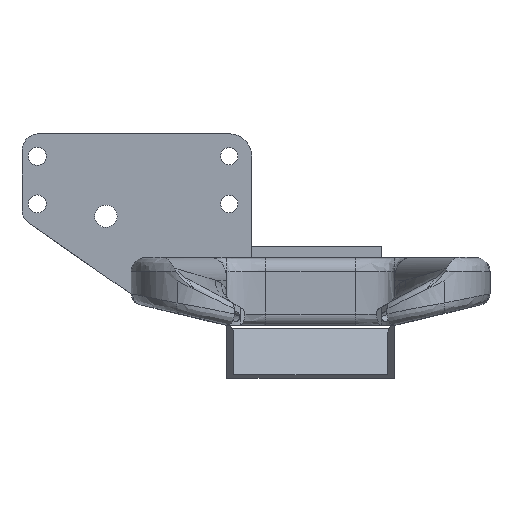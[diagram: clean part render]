
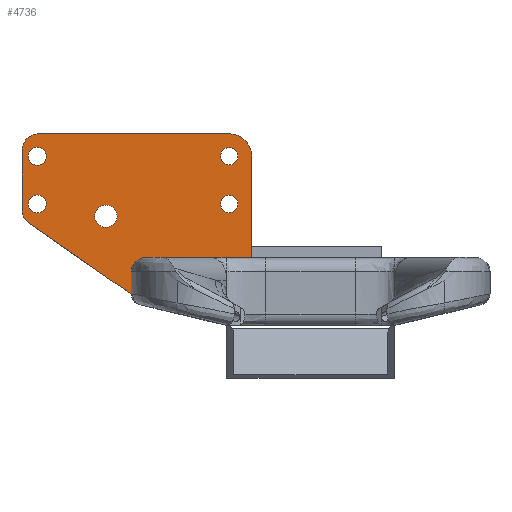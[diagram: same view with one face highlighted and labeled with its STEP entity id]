
A CAD part, top view. The second image highlights one B-rep face of the part: STEP entity #4736.
In plain terms, the highlighted planar face has unit normal (0, 0, 1).
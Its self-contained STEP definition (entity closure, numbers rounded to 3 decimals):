
#121=FACE_BOUND('',#863,.T.);
#122=FACE_BOUND('',#864,.T.);
#123=FACE_BOUND('',#865,.T.);
#124=FACE_BOUND('',#866,.T.);
#125=FACE_BOUND('',#867,.T.);
#140=B_SPLINE_CURVE_WITH_KNOTS('',3,(#6425,#6426,#6427,#6428,#6429),
 .UNSPECIFIED.,.F.,.F.,(4,1,4),(-1.,-0.571,-0.141),
 .UNSPECIFIED.);
#408=CIRCLE('',#5024,3.);
#410=CIRCLE('',#5027,4.);
#411=CIRCLE('',#5028,3.);
#412=CIRCLE('',#5029,1.55);
#413=CIRCLE('',#5030,1.55);
#414=CIRCLE('',#5031,2.);
#415=CIRCLE('',#5032,1.6);
#416=CIRCLE('',#5033,1.6);
#596=FACE_OUTER_BOUND('',#862,.T.);
#862=EDGE_LOOP('',(#3259,#3260,#3261,#3262,#3263,#3264,#3265,#3266,#3267,
#3268,#3269,#3270,#3271,#3272));
#863=EDGE_LOOP('',(#3273));
#864=EDGE_LOOP('',(#3274));
#865=EDGE_LOOP('',(#3275));
#866=EDGE_LOOP('',(#3276));
#867=EDGE_LOOP('',(#3277));
#1208=LINE('',#6402,#1579);
#1214=LINE('',#6419,#1585);
#1215=LINE('',#6421,#1586);
#1216=LINE('',#6423,#1587);
#1217=LINE('',#6431,#1588);
#1218=LINE('',#6433,#1589);
#1219=LINE('',#6435,#1590);
#1220=LINE('',#6437,#1591);
#1221=LINE('',#6439,#1592);
#1222=LINE('',#6443,#1593);
#1579=VECTOR('',#5436,10.);
#1585=VECTOR('',#5450,10.);
#1586=VECTOR('',#5451,10.);
#1587=VECTOR('',#5452,10.);
#1588=VECTOR('',#5453,10.);
#1589=VECTOR('',#5454,10.);
#1590=VECTOR('',#5455,10.);
#1591=VECTOR('',#5456,10.);
#1592=VECTOR('',#5457,10.);
#1593=VECTOR('',#5462,10.);
#1924=VERTEX_POINT('',#6399);
#1925=VERTEX_POINT('',#6401);
#1928=VERTEX_POINT('',#6409);
#1929=VERTEX_POINT('',#6410);
#1932=VERTEX_POINT('',#6418);
#1933=VERTEX_POINT('',#6420);
#1934=VERTEX_POINT('',#6422);
#1935=VERTEX_POINT('',#6424);
#1936=VERTEX_POINT('',#6430);
#1937=VERTEX_POINT('',#6432);
#1938=VERTEX_POINT('',#6434);
#1939=VERTEX_POINT('',#6436);
#1940=VERTEX_POINT('',#6438);
#1941=VERTEX_POINT('',#6441);
#1942=VERTEX_POINT('',#6444);
#1943=VERTEX_POINT('',#6446);
#1944=VERTEX_POINT('',#6448);
#1945=VERTEX_POINT('',#6450);
#1946=VERTEX_POINT('',#6452);
#2434=EDGE_CURVE('',#1924,#1925,#1208,.T.);
#2438=EDGE_CURVE('',#1928,#1929,#408,.T.);
#2442=EDGE_CURVE('',#1932,#1928,#1214,.T.);
#2443=EDGE_CURVE('',#1932,#1933,#1215,.T.);
#2444=EDGE_CURVE('',#1933,#1934,#1216,.T.);
#2445=EDGE_CURVE('',#1934,#1935,#140,.T.);
#2446=EDGE_CURVE('',#1936,#1935,#1217,.T.);
#2447=EDGE_CURVE('',#1936,#1937,#1218,.T.);
#2448=EDGE_CURVE('',#1937,#1938,#1219,.T.);
#2449=EDGE_CURVE('',#1938,#1939,#1220,.T.);
#2450=EDGE_CURVE('',#1939,#1940,#1221,.T.);
#2451=EDGE_CURVE('',#1940,#1925,#410,.T.);
#2452=EDGE_CURVE('',#1941,#1924,#411,.T.);
#2453=EDGE_CURVE('',#1929,#1941,#1222,.T.);
#2454=EDGE_CURVE('',#1942,#1942,#412,.T.);
#2455=EDGE_CURVE('',#1943,#1943,#413,.T.);
#2456=EDGE_CURVE('',#1944,#1944,#414,.T.);
#2457=EDGE_CURVE('',#1945,#1945,#415,.T.);
#2458=EDGE_CURVE('',#1946,#1946,#416,.T.);
#3259=ORIENTED_EDGE('',*,*,#2438,.F.);
#3260=ORIENTED_EDGE('',*,*,#2442,.F.);
#3261=ORIENTED_EDGE('',*,*,#2443,.T.);
#3262=ORIENTED_EDGE('',*,*,#2444,.T.);
#3263=ORIENTED_EDGE('',*,*,#2445,.T.);
#3264=ORIENTED_EDGE('',*,*,#2446,.F.);
#3265=ORIENTED_EDGE('',*,*,#2447,.T.);
#3266=ORIENTED_EDGE('',*,*,#2448,.T.);
#3267=ORIENTED_EDGE('',*,*,#2449,.T.);
#3268=ORIENTED_EDGE('',*,*,#2450,.T.);
#3269=ORIENTED_EDGE('',*,*,#2451,.T.);
#3270=ORIENTED_EDGE('',*,*,#2434,.F.);
#3271=ORIENTED_EDGE('',*,*,#2452,.F.);
#3272=ORIENTED_EDGE('',*,*,#2453,.F.);
#3273=ORIENTED_EDGE('',*,*,#2454,.T.);
#3274=ORIENTED_EDGE('',*,*,#2455,.T.);
#3275=ORIENTED_EDGE('',*,*,#2456,.T.);
#3276=ORIENTED_EDGE('',*,*,#2457,.T.);
#3277=ORIENTED_EDGE('',*,*,#2458,.T.);
#4616=PLANE('',#5026);
#4736=ADVANCED_FACE('',(#596,#121,#122,#123,#124,#125),#4616,.T.);
#5024=AXIS2_PLACEMENT_3D('',#6411,#5442,#5443);
#5026=AXIS2_PLACEMENT_3D('',#6417,#5448,#5449);
#5027=AXIS2_PLACEMENT_3D('',#6440,#5458,#5459);
#5028=AXIS2_PLACEMENT_3D('',#6442,#5460,#5461);
#5029=AXIS2_PLACEMENT_3D('',#6445,#5463,#5464);
#5030=AXIS2_PLACEMENT_3D('',#6447,#5465,#5466);
#5031=AXIS2_PLACEMENT_3D('',#6449,#5467,#5468);
#5032=AXIS2_PLACEMENT_3D('',#6451,#5469,#5470);
#5033=AXIS2_PLACEMENT_3D('',#6453,#5471,#5472);
#5436=DIRECTION('',(1.,0.,0.));
#5442=DIRECTION('center_axis',(0.,0.,
-1.));
#5443=DIRECTION('ref_axis',(-0.886,-0.463,0.));
#5448=DIRECTION('center_axis',(0.,0.,
1.));
#5449=DIRECTION('ref_axis',(1.,0.,0.));
#5450=DIRECTION('',(-0.821,0.571,0.));
#5451=DIRECTION('',(0.,1.,0.));
#5452=DIRECTION('',(0.,1.,0.));
#5453=DIRECTION('',(-0.625,-0.781,0.));
#5454=DIRECTION('',(1.,0.,0.));
#5455=DIRECTION('',(1.,0.,0.));
#5456=DIRECTION('',(1.,0.,0.));
#5457=DIRECTION('',(0.,1.,0.));
#5458=DIRECTION('center_axis',(0.,0.,
1.));
#5459=DIRECTION('ref_axis',(1.,0.,0.));
#5460=DIRECTION('center_axis',(0.,0.,
-1.));
#5461=DIRECTION('ref_axis',(-1.,0.,0.));
#5462=DIRECTION('',(0.,1.,0.));
#5463=DIRECTION('center_axis',(0.,0.,
-1.));
#5464=DIRECTION('ref_axis',(1.,0.,0.));
#5465=DIRECTION('center_axis',(0.,0.,
-1.));
#5466=DIRECTION('ref_axis',(1.,0.,0.));
#5467=DIRECTION('center_axis',(0.,0.,
-1.));
#5468=DIRECTION('ref_axis',(1.,0.,0.));
#5469=DIRECTION('center_axis',(0.,0.,
-1.));
#5470=DIRECTION('ref_axis',(-1.,0.,0.));
#5471=DIRECTION('center_axis',(0.,0.,
-1.));
#5472=DIRECTION('ref_axis',(-1.,0.,0.));
#6399=CARTESIAN_POINT('',(-48.468,-26.3,-28.89));
#6401=CARTESIAN_POINT('',(-14.5,-26.3,-28.89));
#6402=CARTESIAN_POINT('',(-23.742,-26.3,-28.89));
#6409=CARTESIAN_POINT('',(-50.18,-42.26,-28.89));
#6410=CARTESIAN_POINT('',(-51.468,-39.797,-28.89));
#6411=CARTESIAN_POINT('Origin',(-48.468,-39.797,-28.89));
#6417=CARTESIAN_POINT('Origin',(-26.003,-40.597,-28.89));
#6418=CARTESIAN_POINT('',(-32.,-54.895,-28.89));
#6419=CARTESIAN_POINT('',(-45.416,-45.571,-28.89));
#6420=CARTESIAN_POINT('',(-32.,-54.835,-28.89));
#6421=CARTESIAN_POINT('',(-32.,-54.895,-28.89));
#6422=CARTESIAN_POINT('',(-32.,-50.9,-28.89));
#6423=CARTESIAN_POINT('',(-32.,-54.895,-28.89));
#6424=CARTESIAN_POINT('',(-30.049,-48.461,-28.89));
#6425=CARTESIAN_POINT('Ctrl Pts',(-32.,-50.9,-28.89));
#6426=CARTESIAN_POINT('Ctrl Pts',(-32.,-50.339,-28.89));
#6427=CARTESIAN_POINT('Ctrl Pts',(-31.607,-49.213,-28.89));
#6428=CARTESIAN_POINT('Ctrl Pts',(-30.596,-48.591,-28.89));
#6429=CARTESIAN_POINT('Ctrl Pts',(-30.048,-48.464,-28.89));
#6430=CARTESIAN_POINT('',(-30.,-48.4,-28.89));
#6431=CARTESIAN_POINT('',(-30.,-48.4,-28.89));
#6432=CARTESIAN_POINT('',(-29.5,-48.4,-28.89));
#6433=CARTESIAN_POINT('',(-30.,-48.4,-28.89));
#6434=CARTESIAN_POINT('',(-16.893,-48.4,-28.89));
#6435=CARTESIAN_POINT('',(-30.,-48.4,-28.89));
#6436=CARTESIAN_POINT('',(-10.5,-48.4,-28.89));
#6437=CARTESIAN_POINT('',(-30.,-48.4,-28.89));
#6438=CARTESIAN_POINT('',(-10.5,-30.3,-28.89));
#6439=CARTESIAN_POINT('',(-10.5,-48.4,-28.89));
#6440=CARTESIAN_POINT('Origin',(-14.5,-30.3,-28.89));
#6441=CARTESIAN_POINT('',(-51.468,-29.3,-28.89));
#6442=CARTESIAN_POINT('Origin',(-48.468,-29.3,-28.89));
#6443=CARTESIAN_POINT('',(-51.468,-34.949,-28.89));
#6444=CARTESIAN_POINT('',(-16.05,-38.8,-28.89));
#6445=CARTESIAN_POINT('Origin',(-14.5,-38.8,-28.89));
#6446=CARTESIAN_POINT('',(-16.05,-30.3,-28.89));
#6447=CARTESIAN_POINT('Origin',(-14.5,-30.3,-28.89));
#6448=CARTESIAN_POINT('',(-38.51,-41.,-28.89));
#6449=CARTESIAN_POINT('Origin',(-36.51,-41.,-28.89));
#6450=CARTESIAN_POINT('',(-47.15,-38.8,-28.89));
#6451=CARTESIAN_POINT('Origin',(-48.75,-38.8,-28.89));
#6452=CARTESIAN_POINT('',(-47.15,-30.3,-28.89));
#6453=CARTESIAN_POINT('Origin',(-48.75,-30.3,-28.89));
